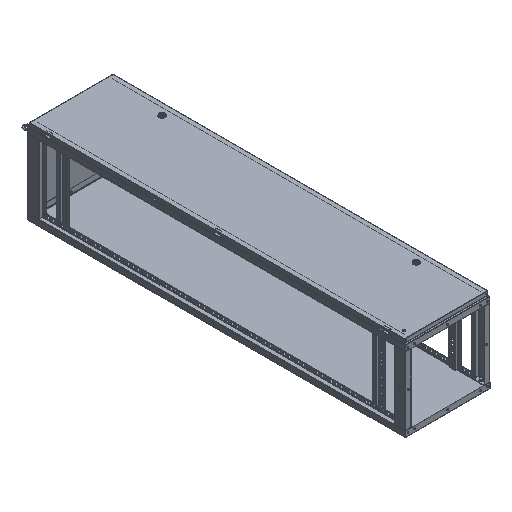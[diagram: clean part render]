
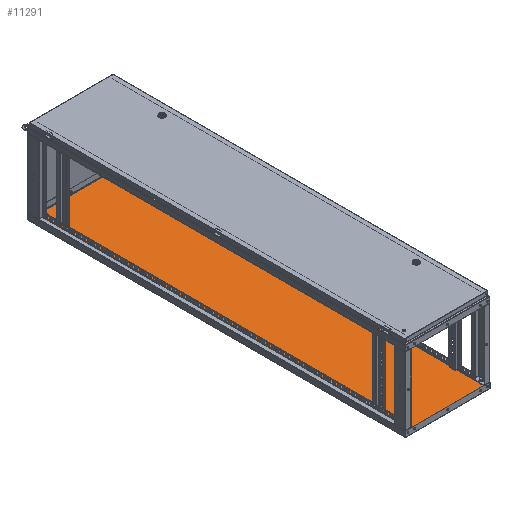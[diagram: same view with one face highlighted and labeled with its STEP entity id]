
A CAD part, isometric view. The second image highlights one B-rep face of the part: STEP entity #11291.
In plain terms, the highlighted face is planar.
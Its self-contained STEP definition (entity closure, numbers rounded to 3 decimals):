
#964 = VECTOR ( 'NONE', #59415, 1000. ) ;
#3654 = EDGE_LOOP ( 'NONE', ( #20184, #13329, #46209, #41666 ) ) ;
#4069 = EDGE_CURVE ( 'NONE', #54122, #39761, #13706, .T. ) ;
#4578 = VERTEX_POINT ( 'NONE', #23130 ) ;
#5267 = FACE_OUTER_BOUND ( 'NONE', #3654, .T. ) ;
#6502 = AXIS2_PLACEMENT_3D ( 'NONE', #11197, #71447, #16445 ) ;
#7269 = LINE ( 'NONE', #11386, #12649 ) ;
#11197 = CARTESIAN_POINT ( 'NONE',  ( 0., 0., -1. ) ) ;
#11291 = ADVANCED_FACE ( 'NONE', ( #5267 ), #50233, .F. ) ;
#11300 = VECTOR ( 'NONE', #37120, 1000. ) ;
#11386 = CARTESIAN_POINT ( 'NONE',  ( -448., 1998.823, -1. ) ) ;
#12649 = VECTOR ( 'NONE', #29956, 1000. ) ;
#12674 = EDGE_CURVE ( 'NONE', #40746, #54122, #7269, .T. ) ;
#13329 = ORIENTED_EDGE ( 'NONE', *, *, #12674, .F. ) ;
#13706 = LINE ( 'NONE', #36387, #11300 ) ;
#16445 = DIRECTION ( 'NONE',  ( 1., 0., 0. ) ) ;
#18149 = CARTESIAN_POINT ( 'NONE',  ( -448., 2., -1. ) ) ;
#20184 = ORIENTED_EDGE ( 'NONE', *, *, #4069, .F. ) ;
#23130 = CARTESIAN_POINT ( 'NONE',  ( -2., 1998., -1. ) ) ;
#26799 = VECTOR ( 'NONE', #41227, 1000. ) ;
#29269 = EDGE_CURVE ( 'NONE', #39761, #4578, #68304, .T. ) ;
#29956 = DIRECTION ( 'NONE',  ( 0., -1., 0. ) ) ;
#31670 = CARTESIAN_POINT ( 'NONE',  ( -2., 2., -1. ) ) ;
#35833 = EDGE_CURVE ( 'NONE', #4578, #40746, #44438, .T. ) ;
#36387 = CARTESIAN_POINT ( 'NONE',  ( -448.823, 2., -1. ) ) ;
#37120 = DIRECTION ( 'NONE',  ( 1., 0., 0. ) ) ;
#38867 = CARTESIAN_POINT ( 'NONE',  ( -1.177, 1998., -1. ) ) ;
#39761 = VERTEX_POINT ( 'NONE', #31670 ) ;
#40746 = VERTEX_POINT ( 'NONE', #49437 ) ;
#41227 = DIRECTION ( 'NONE',  ( 0., 1., 0. ) ) ;
#41666 = ORIENTED_EDGE ( 'NONE', *, *, #29269, .F. ) ;
#44438 = LINE ( 'NONE', #38867, #964 ) ;
#46209 = ORIENTED_EDGE ( 'NONE', *, *, #35833, .F. ) ;
#49437 = CARTESIAN_POINT ( 'NONE',  ( -448., 1998., -1. ) ) ;
#50233 = PLANE ( 'NONE',  #6502 ) ;
#54122 = VERTEX_POINT ( 'NONE', #18149 ) ;
#57579 = CARTESIAN_POINT ( 'NONE',  ( -2., 1.177, -1. ) ) ;
#59415 = DIRECTION ( 'NONE',  ( -1., 0., 0. ) ) ;
#68304 = LINE ( 'NONE', #57579, #26799 ) ;
#71447 = DIRECTION ( 'NONE',  ( 0., 0., 1. ) ) ;
